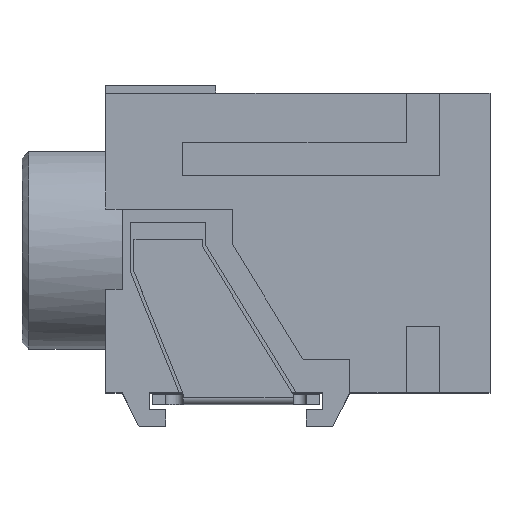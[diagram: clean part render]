
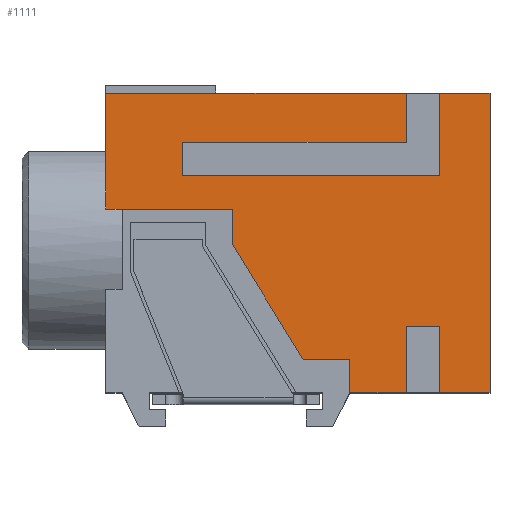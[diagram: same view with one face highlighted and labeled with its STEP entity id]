
A CAD part, top view. The second image highlights one B-rep face of the part: STEP entity #1111.
In plain terms, the highlighted planar face has unit normal (0, 0, 1).
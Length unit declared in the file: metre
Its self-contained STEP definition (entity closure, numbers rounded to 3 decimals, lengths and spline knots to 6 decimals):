
#543 = EDGE_CURVE( '', #1581, #1582, #1583, .T. );
#545 = EDGE_CURVE( '', #1585, #1586, #1587, .T. );
#549 = EDGE_CURVE( '', #1593, #1594, #1595, .T. );
#611 = EDGE_CURVE( '', #1711, #1712, #1713, .T. );
#651 = EDGE_CURVE( '', #1781, #1782, #1783, .T. );
#839 = EDGE_CURVE( '', #1980, #1581, #2076, .T. );
#889 = EDGE_CURVE( '', #2013, #1632, #2147, .T. );
#917 = EDGE_CURVE( '', #1632, #1593, #2186, .T. );
#1017 = EDGE_CURVE( '', #2324, #1711, #2325, .T. );
#1041 = EDGE_CURVE( '', #1782, #2357, #2358, .T. );
#1045 = EDGE_CURVE( '', #1781, #1585, #2364, .T. );
#1101 = EDGE_CURVE( '', #1901, #2013, #2435, .T. );
#1111 = ADVANCED_FACE( '', ( #2446 ), #2447, .T. );
#1191 = EDGE_CURVE( '', #2549, #1901, #2550, .T. );
#1201 = EDGE_CURVE( '', #1594, #2538, #2561, .T. );
#1219 = EDGE_CURVE( '', #1879, #2296, #2583, .T. );
#1351 = EDGE_CURVE( '', #2538, #1879, #2743, .T. );
#1385 = EDGE_CURVE( '', #1582, #2324, #2783, .T. );
#1397 = EDGE_CURVE( '', #1586, #2296, #2798, .T. );
#1493 = EDGE_CURVE( '', #2357, #1712, #2910, .T. );
#1499 = EDGE_CURVE( '', #1980, #2549, #2916, .T. );
#1581 = VERTEX_POINT( '', #3002 );
#1582 = VERTEX_POINT( '', #3003 );
#1583 = LINE( '', #3004, #3005 );
#1585 = VERTEX_POINT( '', #3008 );
#1586 = VERTEX_POINT( '', #3009 );
#1587 = LINE( '', #3010, #3011 );
#1593 = VERTEX_POINT( '', #3020 );
#1594 = VERTEX_POINT( '', #3021 );
#1595 = LINE( '', #3022, #3023 );
#1632 = VERTEX_POINT( '', #3072 );
#1711 = VERTEX_POINT( '', #3184 );
#1712 = VERTEX_POINT( '', #3185 );
#1713 = LINE( '', #3186, #3187 );
#1781 = VERTEX_POINT( '', #3284 );
#1782 = VERTEX_POINT( '', #3285 );
#1783 = LINE( '', #3286, #3287 );
#1879 = VERTEX_POINT( '', #3425 );
#1901 = VERTEX_POINT( '', #3456 );
#1980 = VERTEX_POINT( '', #3569 );
#2013 = VERTEX_POINT( '', #3615 );
#2076 = LINE( '', #3711, #3712 );
#2147 = LINE( '', #3812, #3813 );
#2186 = LINE( '', #3865, #3866 );
#2296 = VERTEX_POINT( '', #4019 );
#2324 = VERTEX_POINT( '', #4058 );
#2325 = LINE( '', #4059, #4060 );
#2357 = VERTEX_POINT( '', #4108 );
#2358 = LINE( '', #4109, #4110 );
#2364 = LINE( '', #4119, #4120 );
#2435 = LINE( '', #4231, #4232 );
#2446 = FACE_OUTER_BOUND( '', #4251, .T. );
#2447 = PLANE( '', #4252 );
#2538 = VERTEX_POINT( '', #4390 );
#2549 = VERTEX_POINT( '', #4407 );
#2550 = LINE( '', #4408, #4409 );
#2561 = LINE( '', #4427, #4428 );
#2583 = LINE( '', #4463, #4464 );
#2743 = LINE( '', #4706, #4707 );
#2783 = LINE( '', #4768, #4769 );
#2798 = LINE( '', #4789, #4790 );
#2910 = LINE( '', #4962, #4963 );
#2916 = LINE( '', #4974, #4975 );
#3002 = CARTESIAN_POINT( '', ( 0.004496, 0.003399, 0.004553 ) );
#3003 = CARTESIAN_POINT( '', ( -0.002204, 0.003399, 0.004553 ) );
#3004 = CARTESIAN_POINT( '', ( -0.002204, 0.003399, 0.004553 ) );
#3005 = VECTOR( '', #5077, 1. );
#3008 = CARTESIAN_POINT( '', ( 0.005496, -0.002101, 0.004553 ) );
#3009 = CARTESIAN_POINT( '', ( 0.004496, -0.002101, 0.004553 ) );
#3010 = CARTESIAN_POINT( '', ( 0.005496, -0.002101, 0.004553 ) );
#3011 = VECTOR( '', #5078, 1. );
#3020 = CARTESIAN_POINT( '', ( -0.000704, 0.000334, 0.004553 ) );
#3021 = CARTESIAN_POINT( '', ( 0.001404, -0.003101, 0.004553 ) );
#3022 = CARTESIAN_POINT( '', ( -0.000704, 0.000334, 0.004553 ) );
#3023 = VECTOR( '', #5080, 1. );
#3072 = CARTESIAN_POINT( '', ( -0.000704, 0.001398, 0.004553 ) );
#3184 = CARTESIAN_POINT( '', ( 0.005496, 0.002399, 0.004553 ) );
#3185 = CARTESIAN_POINT( '', ( 0.005496, 0.004869, 0.004553 ) );
#3186 = CARTESIAN_POINT( '', ( 0.005496, 0.005099, 0.004553 ) );
#3187 = VECTOR( '', #5153, 1. );
#3284 = CARTESIAN_POINT( '', ( 0.005496, -0.004101, 0.004553 ) );
#3285 = CARTESIAN_POINT( '', ( 0.006996, -0.004101, 0.004553 ) );
#3286 = CARTESIAN_POINT( '', ( 0.002796, -0.004101, 0.004553 ) );
#3287 = VECTOR( '', #5202, 1. );
#3425 = CARTESIAN_POINT( '', ( 0.002796, -0.004101, 0.004553 ) );
#3456 = CARTESIAN_POINT( '', ( -0.004504, 0.002183, 0.004553 ) );
#3569 = CARTESIAN_POINT( '', ( 0.004496, 0.004869, 0.004553 ) );
#3615 = CARTESIAN_POINT( '', ( -0.004504, 0.001398, 0.004553 ) );
#3711 = CARTESIAN_POINT( '', ( 0.004496, -0.003101, 0.004553 ) );
#3712 = VECTOR( '', #5503, 1. );
#3812 = CARTESIAN_POINT( '', ( -0.004504, 0.001398, 0.004553 ) );
#3813 = VECTOR( '', #5599, 1. );
#3865 = CARTESIAN_POINT( '', ( -0.000704, 0.001398, 0.004553 ) );
#3866 = VECTOR( '', #5683, 1. );
#4019 = CARTESIAN_POINT( '', ( 0.004496, -0.004101, 0.004553 ) );
#4058 = CARTESIAN_POINT( '', ( -0.002204, 0.002399, 0.004553 ) );
#4059 = CARTESIAN_POINT( '', ( -0.002204, 0.002399, 0.004553 ) );
#4060 = VECTOR( '', #5893, 1. );
#4108 = CARTESIAN_POINT( '', ( 0.006996, 0.004869, 0.004553 ) );
#4109 = CARTESIAN_POINT( '', ( 0.006996, 0.004869, 0.004553 ) );
#4110 = VECTOR( '', #5928, 1. );
#4119 = CARTESIAN_POINT( '', ( 0.005496, -0.003101, 0.004553 ) );
#4120 = VECTOR( '', #5930, 1. );
#4231 = CARTESIAN_POINT( '', ( -0.004504, 0.004869, 0.004553 ) );
#4232 = VECTOR( '', #6006, 1. );
#4251 = EDGE_LOOP( '', ( #6012, #6013, #6014, #6015, #6016, #6017, #6018, #6019, #6020, #6021, #6022, #6023, #6024, #6025, #6026, #6027, #6028, #6029, #6030, #6031 ) );
#4252 = AXIS2_PLACEMENT_3D( '', #6032, #6033, #6034 );
#4390 = CARTESIAN_POINT( '', ( 0.002796, -0.003101, 0.004553 ) );
#4407 = CARTESIAN_POINT( '', ( -0.004504, 0.004869, 0.004553 ) );
#4408 = CARTESIAN_POINT( '', ( -0.004504, 0.004869, 0.004553 ) );
#4409 = VECTOR( '', #6155, 1. );
#4427 = CARTESIAN_POINT( '', ( 0.001404, -0.003101, 0.004553 ) );
#4428 = VECTOR( '', #6170, 1. );
#4463 = CARTESIAN_POINT( '', ( 0.002796, -0.004101, 0.004553 ) );
#4464 = VECTOR( '', #6193, 1. );
#4706 = CARTESIAN_POINT( '', ( 0.002796, -0.003101, 0.004553 ) );
#4707 = VECTOR( '', #6486, 1. );
#4768 = CARTESIAN_POINT( '', ( -0.002204, 0.003399, 0.004553 ) );
#4769 = VECTOR( '', #6548, 1. );
#4789 = CARTESIAN_POINT( '', ( 0.004496, -0.005101, 0.004553 ) );
#4790 = VECTOR( '', #6577, 1. );
#4962 = CARTESIAN_POINT( '', ( -0.004504, 0.004869, 0.004553 ) );
#4963 = VECTOR( '', #6743, 1. );
#4974 = CARTESIAN_POINT( '', ( -0.004504, 0.004869, 0.004553 ) );
#4975 = VECTOR( '', #6746, 1. );
#5077 = DIRECTION( '', ( -1., 0., 0. ) );
#5078 = DIRECTION( '', ( -1., 0., 0. ) );
#5080 = DIRECTION( '', ( 0.523, -0.852, 0. ) );
#5153 = DIRECTION( '', ( 0., 1., 0. ) );
#5202 = DIRECTION( '', ( 1., 0., 0. ) );
#5503 = DIRECTION( '', ( 0., -1., 0. ) );
#5599 = DIRECTION( '', ( 1., 0., 0. ) );
#5683 = DIRECTION( '', ( 0., -1., 0. ) );
#5893 = DIRECTION( '', ( 1., 0., 0. ) );
#5928 = DIRECTION( '', ( 0., 1., 0. ) );
#5930 = DIRECTION( '', ( 0., 1., 0. ) );
#6006 = DIRECTION( '', ( 0., -1., 0. ) );
#6012 = ORIENTED_EDGE( '', *, *, #1045, .F. );
#6013 = ORIENTED_EDGE( '', *, *, #651, .T. );
#6014 = ORIENTED_EDGE( '', *, *, #1041, .T. );
#6015 = ORIENTED_EDGE( '', *, *, #1493, .T. );
#6016 = ORIENTED_EDGE( '', *, *, #611, .F. );
#6017 = ORIENTED_EDGE( '', *, *, #1017, .F. );
#6018 = ORIENTED_EDGE( '', *, *, #1385, .F. );
#6019 = ORIENTED_EDGE( '', *, *, #543, .F. );
#6020 = ORIENTED_EDGE( '', *, *, #839, .F. );
#6021 = ORIENTED_EDGE( '', *, *, #1499, .T. );
#6022 = ORIENTED_EDGE( '', *, *, #1191, .T. );
#6023 = ORIENTED_EDGE( '', *, *, #1101, .T. );
#6024 = ORIENTED_EDGE( '', *, *, #889, .T. );
#6025 = ORIENTED_EDGE( '', *, *, #917, .T. );
#6026 = ORIENTED_EDGE( '', *, *, #549, .T. );
#6027 = ORIENTED_EDGE( '', *, *, #1201, .T. );
#6028 = ORIENTED_EDGE( '', *, *, #1351, .T. );
#6029 = ORIENTED_EDGE( '', *, *, #1219, .T. );
#6030 = ORIENTED_EDGE( '', *, *, #1397, .F. );
#6031 = ORIENTED_EDGE( '', *, *, #545, .F. );
#6032 = CARTESIAN_POINT( '', ( -0.004504, -0.003101, 0.004553 ) );
#6033 = DIRECTION( '', ( 0., 0., 1. ) );
#6034 = DIRECTION( '', ( 1., 0., 0. ) );
#6155 = DIRECTION( '', ( 0., -1., 0. ) );
#6170 = DIRECTION( '', ( 1., 0., 0. ) );
#6193 = DIRECTION( '', ( 1., 0., 0. ) );
#6486 = DIRECTION( '', ( 0., -1., 0. ) );
#6548 = DIRECTION( '', ( 0., -1., 0. ) );
#6577 = DIRECTION( '', ( 0., -1., 0. ) );
#6743 = DIRECTION( '', ( -1., 0., 0. ) );
#6746 = DIRECTION( '', ( -1., 0., 0. ) );
